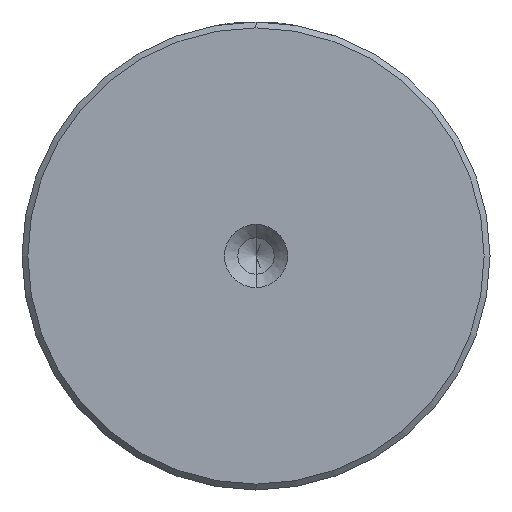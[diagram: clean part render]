
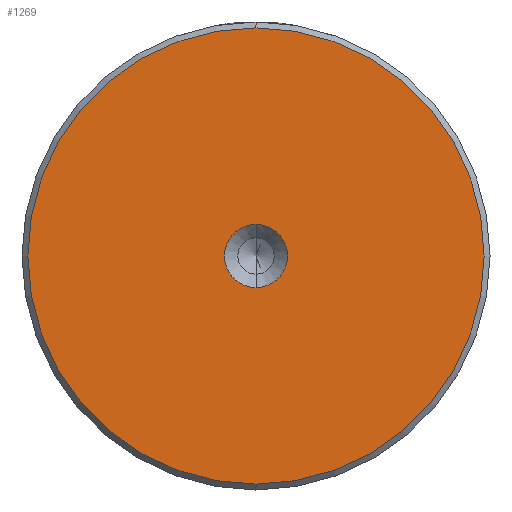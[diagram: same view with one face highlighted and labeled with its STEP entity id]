
A CAD part, left-side view. The second image highlights one B-rep face of the part: STEP entity #1269.
In plain terms, the highlighted planar face has unit normal (-1, 0, 0).
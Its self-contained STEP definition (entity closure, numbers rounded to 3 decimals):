
#111 = CARTESIAN_POINT ( 'NONE',  ( 0., 0., 19.5 ) ) ;
#156 = CARTESIAN_POINT ( 'NONE',  ( 0., 0., 2.7 ) ) ;
#337 = EDGE_CURVE ( 'NONE', #1623, #486, #404, .T. ) ;
#400 = CIRCLE ( 'NONE', #1820, 19.5 ) ;
#404 = CIRCLE ( 'NONE', #1311, 2.7 ) ;
#425 = DIRECTION ( 'NONE',  ( 0., 0., 1. ) ) ;
#445 = CIRCLE ( 'NONE', #809, 2.7 ) ;
#486 = VERTEX_POINT ( 'NONE', #156 ) ;
#554 = CARTESIAN_POINT ( 'NONE',  ( 0., 0., 0. ) ) ;
#627 = EDGE_LOOP ( 'NONE', ( #865, #1119 ) ) ;
#642 = DIRECTION ( 'NONE',  ( 0., 0., 1. ) ) ;
#653 = DIRECTION ( 'NONE',  ( -1., 0., 0. ) ) ;
#664 = CARTESIAN_POINT ( 'NONE',  ( 0., 0., 0. ) ) ;
#738 = DIRECTION ( 'NONE',  ( 0., 0., 1. ) ) ;
#809 = AXIS2_PLACEMENT_3D ( 'NONE', #1617, #1456, #1449 ) ;
#810 = EDGE_CURVE ( 'NONE', #486, #1623, #445, .T. ) ;
#865 = ORIENTED_EDGE ( 'NONE', *, *, #810, .F. ) ;
#1015 = DIRECTION ( 'NONE',  ( -1., 0., 0. ) ) ;
#1080 = FACE_OUTER_BOUND ( 'NONE', #1477, .T. ) ;
#1119 = ORIENTED_EDGE ( 'NONE', *, *, #337, .F. ) ;
#1139 = CARTESIAN_POINT ( 'NONE',  ( 0., 0., 0. ) ) ;
#1141 = EDGE_CURVE ( 'NONE', #2212, #2070, #400, .T. ) ;
#1269 = ADVANCED_FACE ( 'NONE', ( #1080, #1551 ), #1323, .T. ) ;
#1311 = AXIS2_PLACEMENT_3D ( 'NONE', #664, #653, #642 ) ;
#1323 = PLANE ( 'NONE',  #1794 ) ;
#1449 = DIRECTION ( 'NONE',  ( 0., 0., 1. ) ) ;
#1456 = DIRECTION ( 'NONE',  ( -1., 0., 0. ) ) ;
#1473 = AXIS2_PLACEMENT_3D ( 'NONE', #554, #1792, #738 ) ;
#1477 = EDGE_LOOP ( 'NONE', ( #2181, #1484 ) ) ;
#1484 = ORIENTED_EDGE ( 'NONE', *, *, #1141, .T. ) ;
#1497 = DIRECTION ( 'NONE',  ( -1., 0., 0. ) ) ;
#1551 = FACE_BOUND ( 'NONE', #627, .T. ) ;
#1617 = CARTESIAN_POINT ( 'NONE',  ( 0., 0., 0. ) ) ;
#1623 = VERTEX_POINT ( 'NONE', #1907 ) ;
#1792 = DIRECTION ( 'NONE',  ( -1., 0., 0. ) ) ;
#1794 = AXIS2_PLACEMENT_3D ( 'NONE', #1139, #1497, #425 ) ;
#1802 = CIRCLE ( 'NONE', #1473, 19.5 ) ;
#1803 = EDGE_CURVE ( 'NONE', #2070, #2212, #1802, .T. ) ;
#1820 = AXIS2_PLACEMENT_3D ( 'NONE', #2068, #1015, #2240 ) ;
#1907 = CARTESIAN_POINT ( 'NONE',  ( 0., 0., -2.7 ) ) ;
#1928 = CARTESIAN_POINT ( 'NONE',  ( 0., 0., -19.5 ) ) ;
#2068 = CARTESIAN_POINT ( 'NONE',  ( 0., 0., 0. ) ) ;
#2070 = VERTEX_POINT ( 'NONE', #1928 ) ;
#2181 = ORIENTED_EDGE ( 'NONE', *, *, #1803, .T. ) ;
#2212 = VERTEX_POINT ( 'NONE', #111 ) ;
#2240 = DIRECTION ( 'NONE',  ( 0., 0., 1. ) ) ;
